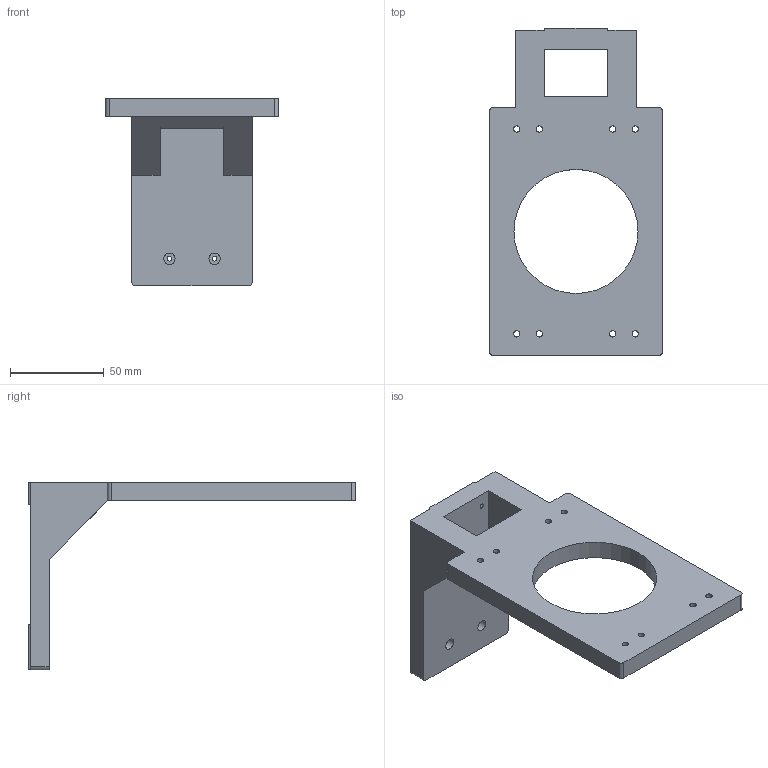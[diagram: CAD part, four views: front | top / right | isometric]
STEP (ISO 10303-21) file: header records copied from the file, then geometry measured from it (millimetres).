
FILE_DESCRIPTION(/* description */ (''),/* implementation_level */ '2;1');
FILE_NAME(/* name */ 'base microscope v3.step',/* time_stamp */ '2022-11-29T22:23:12+01:00',/* author */ (''),/* organization */ (''),/* preprocessor_version */ 'ST-DEVELOPER v19.2',/* originating_system */ 'Autodesk Translation Framework v11.17.0.187',/* authorisation */ '');
FILE_SCHEMA (('AUTOMOTIVE_DESIGN { 1 0 10303 214 3 1 1 }'));
Length unit declared in the file: millimetre
Products named in the file (1): base microscope
Bounding box: 92 x 174 x 100 mm (x, y, z)
Volume: 177461.5 mm3; surface area: 45792.1 mm2
Topology: 1 solids, 1 shells, 47 faces, 130 edges, 86 vertices
Faces by surface type: cylinder 25, plane 22
Full cylindrical faces by diameter (mm): 2.529 x4, 3.332 x8, 6 x2, 66 x1
Entity records: 1607 total; most frequent: DIRECTION 276, CARTESIAN_POINT 264, ORIENTED_EDGE 260, EDGE_CURVE 130, AXIS2_PLACEMENT_3D 98, VERTEX_POINT 86, LINE 80, VECTOR 80
